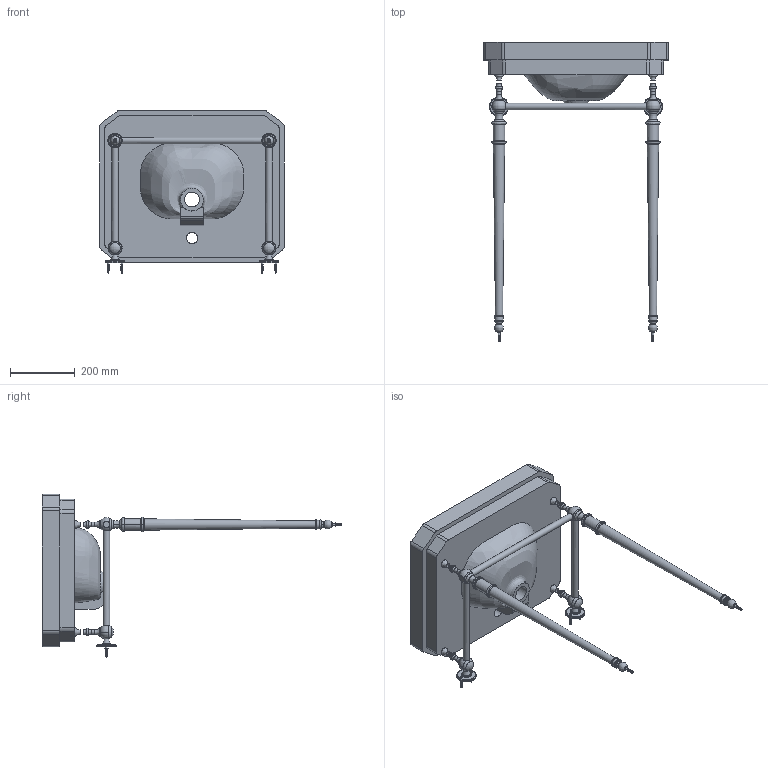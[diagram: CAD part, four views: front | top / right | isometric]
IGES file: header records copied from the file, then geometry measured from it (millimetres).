
Global section: file name: 2695 with T62; native system: AutoCAD 2018 - 简体中文 (Simplified Chinese),62HAuto; preprocessor: desk Translation Framework DWG producer (atf_dwg_producer); organization: unknown; date: 20210722.160424; units: millimetre
Bounding box: 570 x 924.95 x 503.7 mm (x, y, z)
Volume: 18375916.9 mm3; surface area: 1131894.9 mm2
Topology: 9 solids, 13 shells, 639 faces, 4723 edges, 4472 vertices
Faces by surface type: revolution 382, bspline 257
